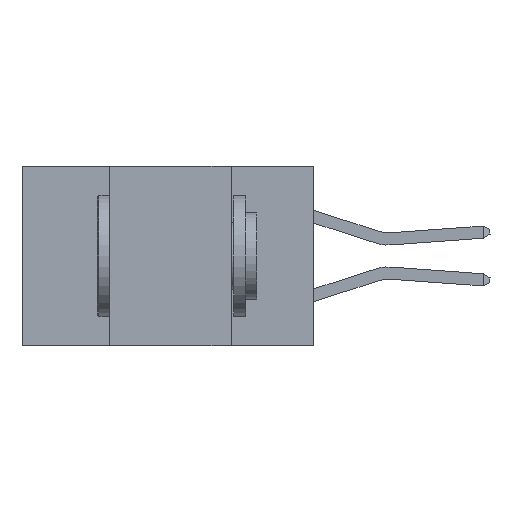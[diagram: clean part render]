
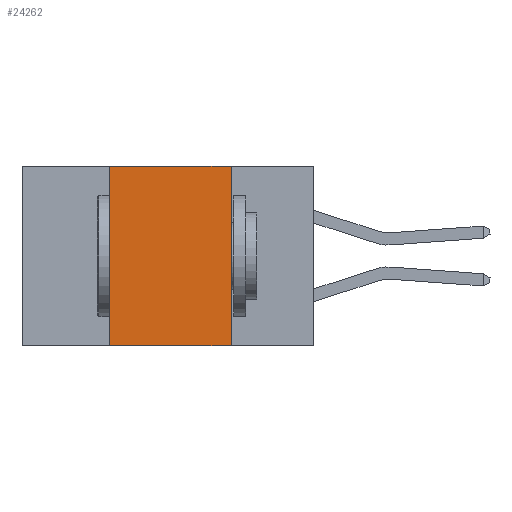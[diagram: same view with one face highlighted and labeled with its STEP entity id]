
A CAD part, left-side view. The second image highlights one B-rep face of the part: STEP entity #24262.
In plain terms, the highlighted planar face has unit normal (-1, 0, 0).
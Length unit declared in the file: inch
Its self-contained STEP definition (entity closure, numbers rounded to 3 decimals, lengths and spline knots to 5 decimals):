
#1221 = AXIS2_PLACEMENT_3D ( 'NONE', #30720, #21209, #13855 ) ;
#1938 = CARTESIAN_POINT ( 'NONE',  ( 0., 0.17, -0.37 ) ) ;
#1978 = VECTOR ( 'NONE', #9065, 39.37008 ) ;
#2061 = CARTESIAN_POINT ( 'NONE',  ( 0., 0.42, 0. ) ) ;
#2259 = ORIENTED_EDGE ( 'NONE', *, *, #9919, .F. ) ;
#3358 = DIRECTION ( 'NONE',  ( 0., -1., 0. ) ) ;
#4043 = PLANE ( 'NONE',  #1221 ) ;
#4788 = VERTEX_POINT ( 'NONE', #1938 ) ;
#6326 = FACE_OUTER_BOUND ( 'NONE', #16079, .T. ) ;
#6887 = VERTEX_POINT ( 'NONE', #16753 ) ;
#8443 = VERTEX_POINT ( 'NONE', #26721 ) ;
#8493 = LINE ( 'NONE', #17225, #16418 ) ;
#9065 = DIRECTION ( 'NONE',  ( 0., -1., 0. ) ) ;
#9828 = DIRECTION ( 'NONE',  ( 0., 0., 1. ) ) ;
#9919 = EDGE_CURVE ( 'NONE', #6887, #4788, #26890, .T. ) ;
#11001 = LINE ( 'NONE', #22966, #17419 ) ;
#11889 = CARTESIAN_POINT ( 'NONE',  ( 0., 0.17, 0. ) ) ;
#12894 = ORIENTED_EDGE ( 'NONE', *, *, #19534, .F. ) ;
#13349 = LINE ( 'NONE', #16645, #1978 ) ;
#13855 = DIRECTION ( 'NONE',  ( 0., 0., -1. ) ) ;
#16079 = EDGE_LOOP ( 'NONE', ( #2259, #12894, #23270, #30750 ) ) ;
#16295 = VERTEX_POINT ( 'NONE', #2061 ) ;
#16418 = VECTOR ( 'NONE', #9828, 39.37008 ) ;
#16645 = CARTESIAN_POINT ( 'NONE',  ( 0., 0.6, -0.37 ) ) ;
#16753 = CARTESIAN_POINT ( 'NONE',  ( 0., 0.17, 0. ) ) ;
#17225 = CARTESIAN_POINT ( 'NONE',  ( 0., 0.42, 0. ) ) ;
#17379 = DIRECTION ( 'NONE',  ( 0., 0., -1. ) ) ;
#17419 = VECTOR ( 'NONE', #3358, 39.37008 ) ;
#19534 = EDGE_CURVE ( 'NONE', #16295, #6887, #11001, .T. ) ;
#21209 = DIRECTION ( 'NONE',  ( 1., 0., 0. ) ) ;
#22966 = CARTESIAN_POINT ( 'NONE',  ( 0., 0.6, 0. ) ) ;
#23100 = VECTOR ( 'NONE', #17379, 39.37008 ) ;
#23270 = ORIENTED_EDGE ( 'NONE', *, *, #27889, .F. ) ;
#24262 = ADVANCED_FACE ( 'NONE', ( #6326 ), #4043, .F. ) ;
#26721 = CARTESIAN_POINT ( 'NONE',  ( 0., 0.42, -0.37 ) ) ;
#26890 = LINE ( 'NONE', #11889, #23100 ) ;
#27889 = EDGE_CURVE ( 'NONE', #8443, #16295, #8493, .T. ) ;
#28956 = EDGE_CURVE ( 'NONE', #8443, #4788, #13349, .T. ) ;
#30720 = CARTESIAN_POINT ( 'NONE',  ( 0., 0.6, 0. ) ) ;
#30750 = ORIENTED_EDGE ( 'NONE', *, *, #28956, .T. ) ;
